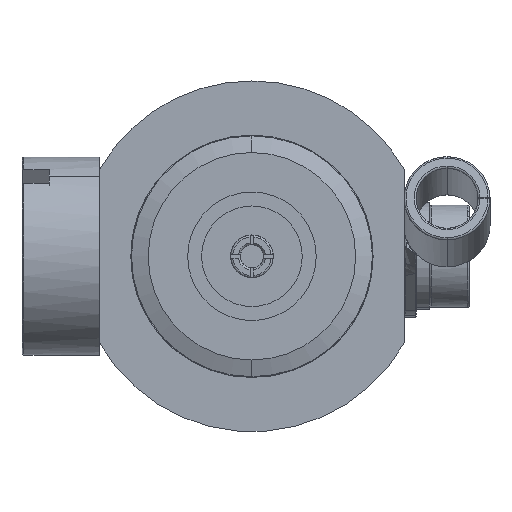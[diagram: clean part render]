
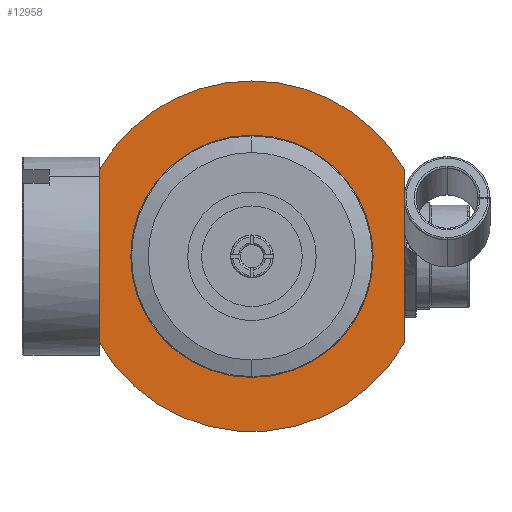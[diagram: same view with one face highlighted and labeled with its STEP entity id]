
A CAD part, left-side view. The second image highlights one B-rep face of the part: STEP entity #12958.
In plain terms, the highlighted planar face has unit normal (-1, 0, 0).
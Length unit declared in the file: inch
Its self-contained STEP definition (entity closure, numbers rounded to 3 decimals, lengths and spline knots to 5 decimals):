
#498 = AXIS2_PLACEMENT_3D ( 'NONE', #7196, #27921, #7581 ) ;
#552 = VECTOR ( 'NONE', #7561, 39.37008 ) ;
#945 = CARTESIAN_POINT ( 'NONE',  ( -0.578, -0.394, -0.313 ) ) ;
#999 = CARTESIAN_POINT ( 'NONE',  ( -0.578, 0., 0.453 ) ) ;
#1487 = EDGE_CURVE ( 'NONE', #21309, #21020, #25912, .T. ) ;
#1602 = DIRECTION ( 'NONE',  ( -1., 0., 0. ) ) ;
#1932 = CARTESIAN_POINT ( 'NONE',  ( -0.578, 0., -0.313 ) ) ;
#2442 = EDGE_CURVE ( 'NONE', #28375, #19910, #28006, .T. ) ;
#2502 = EDGE_LOOP ( 'NONE', ( #24627, #27668, #27872, #28703, #23401, #17861 ) ) ;
#2927 = DIRECTION ( 'NONE',  ( 0., 0., 1. ) ) ;
#3170 = VERTEX_POINT ( 'NONE', #9346 ) ;
#4444 = AXIS2_PLACEMENT_3D ( 'NONE', #23199, #18364, #7300 ) ;
#4522 = DIRECTION ( 'NONE',  ( -1., 0., 0. ) ) ;
#5458 = EDGE_CURVE ( 'NONE', #19910, #25389, #22443, .T. ) ;
#5903 = CARTESIAN_POINT ( 'NONE',  ( -0.578, -0.255, -0.2 ) ) ;
#5942 = ORIENTED_EDGE ( 'NONE', *, *, #18749, .T. ) ;
#7196 = CARTESIAN_POINT ( 'NONE',  ( -0.578, 0., 0. ) ) ;
#7300 = DIRECTION ( 'NONE',  ( 0., 0., 1. ) ) ;
#7561 = DIRECTION ( 'NONE',  ( 0., 0., 1. ) ) ;
#7581 = DIRECTION ( 'NONE',  ( 0., 0., 1. ) ) ;
#7848 = DIRECTION ( 'NONE',  ( 0., 0., -1. ) ) ;
#7920 = ORIENTED_EDGE ( 'NONE', *, *, #5458, .T. ) ;
#9346 = CARTESIAN_POINT ( 'NONE',  ( -0.578, -0.394, -0.22355 ) ) ;
#9417 = EDGE_CURVE ( 'NONE', #15321, #25457, #25138, .T. ) ;
#10270 = CARTESIAN_POINT ( 'NONE',  ( -0.578, -0.394, 0.22355 ) ) ;
#10403 = EDGE_CURVE ( 'NONE', #10468, #3170, #23266, .T. ) ;
#10468 = VERTEX_POINT ( 'NONE', #23302 ) ;
#11095 = VECTOR ( 'NONE', #7848, 39.37008 ) ;
#11531 = AXIS2_PLACEMENT_3D ( 'NONE', #29157, #29050, #15214 ) ;
#11805 = AXIS2_PLACEMENT_3D ( 'NONE', #27640, #4522, #20299 ) ;
#12208 = VECTOR ( 'NONE', #26459, 39.37008 ) ;
#12741 = CIRCLE ( 'NONE', #11531, 0.313 ) ;
#12958 = ADVANCED_FACE ( 'NONE', ( #15478, #28154 ), #26044, .F. ) ;
#13017 = CARTESIAN_POINT ( 'NONE',  ( -0.578, 0.394, 0.22355 ) ) ;
#13294 = CARTESIAN_POINT ( 'NONE',  ( -0.578, -0.255, -0.1815 ) ) ;
#14184 = CARTESIAN_POINT ( 'NONE',  ( -0.578, 0.255, -0.1815 ) ) ;
#15190 = CARTESIAN_POINT ( 'NONE',  ( -0.578, 0., 0. ) ) ;
#15214 = DIRECTION ( 'NONE',  ( 0., 0., 1. ) ) ;
#15321 = VERTEX_POINT ( 'NONE', #14184 ) ;
#15478 = FACE_BOUND ( 'NONE', #2502, .T. ) ;
#15695 = CIRCLE ( 'NONE', #4444, 0.313 ) ;
#16037 = AXIS2_PLACEMENT_3D ( 'NONE', #24692, #1602, #26713 ) ;
#16469 = ORIENTED_EDGE ( 'NONE', *, *, #27894, .T. ) ;
#16993 = CARTESIAN_POINT ( 'NONE',  ( -0.578, -0.255, 0.1815 ) ) ;
#17402 = DIRECTION ( 'NONE',  ( 0., 0., 1. ) ) ;
#17861 = ORIENTED_EDGE ( 'NONE', *, *, #20920, .F. ) ;
#18281 = LINE ( 'NONE', #945, #12208 ) ;
#18364 = DIRECTION ( 'NONE',  ( -1., 0., 0. ) ) ;
#18749 = EDGE_CURVE ( 'NONE', #25389, #10468, #21569, .T. ) ;
#19269 = VERTEX_POINT ( 'NONE', #28546 ) ;
#19660 = EDGE_CURVE ( 'NONE', #21309, #19269, #15695, .T. ) ;
#19910 = VERTEX_POINT ( 'NONE', #999 ) ;
#20035 = VECTOR ( 'NONE', #29112, 39.37008 ) ;
#20299 = DIRECTION ( 'NONE',  ( 0., 0., 1. ) ) ;
#20714 = ORIENTED_EDGE ( 'NONE', *, *, #2442, .T. ) ;
#20920 = EDGE_CURVE ( 'NONE', #19269, #26635, #12741, .T. ) ;
#21020 = VERTEX_POINT ( 'NONE', #13294 ) ;
#21302 = CIRCLE ( 'NONE', #498, 0.313 ) ;
#21309 = VERTEX_POINT ( 'NONE', #16993 ) ;
#21340 = CARTESIAN_POINT ( 'NONE',  ( -0.578, 0., 0. ) ) ;
#21569 = LINE ( 'NONE', #24065, #11095 ) ;
#21869 = DIRECTION ( 'NONE',  ( -1., 0., 0. ) ) ;
#22293 = EDGE_CURVE ( 'NONE', #15321, #26635, #24261, .T. ) ;
#22443 = CIRCLE ( 'NONE', #23916, 0.453 ) ;
#22865 = EDGE_CURVE ( 'NONE', #25457, #21020, #21302, .T. ) ;
#23199 = CARTESIAN_POINT ( 'NONE',  ( -0.578, 0., 0. ) ) ;
#23266 = CIRCLE ( 'NONE', #11805, 0.453 ) ;
#23267 = CARTESIAN_POINT ( 'NONE',  ( -0.578, 0.255, -0.2 ) ) ;
#23302 = CARTESIAN_POINT ( 'NONE',  ( -0.578, 0.394, -0.22355 ) ) ;
#23401 = ORIENTED_EDGE ( 'NONE', *, *, #22293, .T. ) ;
#23497 = DIRECTION ( 'NONE',  ( -1., 0., 0. ) ) ;
#23732 = DIRECTION ( 'NONE',  ( 0., 0., -1. ) ) ;
#23916 = AXIS2_PLACEMENT_3D ( 'NONE', #21340, #23497, #2927 ) ;
#23934 = DIRECTION ( 'NONE',  ( 1., 0., 0. ) ) ;
#24065 = CARTESIAN_POINT ( 'NONE',  ( -0.578, 0.394, -0.313 ) ) ;
#24261 = LINE ( 'NONE', #23267, #552 ) ;
#24627 = ORIENTED_EDGE ( 'NONE', *, *, #19660, .F. ) ;
#24692 = CARTESIAN_POINT ( 'NONE',  ( -0.578, 0., 0. ) ) ;
#25138 = CIRCLE ( 'NONE', #16037, 0.313 ) ;
#25173 = CARTESIAN_POINT ( 'NONE',  ( -0.578, 0.255, 0.1815 ) ) ;
#25389 = VERTEX_POINT ( 'NONE', #13017 ) ;
#25457 = VERTEX_POINT ( 'NONE', #1932 ) ;
#25912 = LINE ( 'NONE', #5903, #20035 ) ;
#26044 = PLANE ( 'NONE',  #29513 ) ;
#26459 = DIRECTION ( 'NONE',  ( 0., 0., 1. ) ) ;
#26635 = VERTEX_POINT ( 'NONE', #25173 ) ;
#26713 = DIRECTION ( 'NONE',  ( 0., 0., 1. ) ) ;
#27640 = CARTESIAN_POINT ( 'NONE',  ( -0.578, 0., 0. ) ) ;
#27668 = ORIENTED_EDGE ( 'NONE', *, *, #1487, .T. ) ;
#27872 = ORIENTED_EDGE ( 'NONE', *, *, #22865, .F. ) ;
#27894 = EDGE_CURVE ( 'NONE', #3170, #28375, #18281, .T. ) ;
#27911 = EDGE_LOOP ( 'NONE', ( #27998, #16469, #20714, #7920, #5942 ) ) ;
#27921 = DIRECTION ( 'NONE',  ( -1., 0., 0. ) ) ;
#27998 = ORIENTED_EDGE ( 'NONE', *, *, #10403, .T. ) ;
#28006 = CIRCLE ( 'NONE', #28201, 0.453 ) ;
#28154 = FACE_OUTER_BOUND ( 'NONE', #27911, .T. ) ;
#28201 = AXIS2_PLACEMENT_3D ( 'NONE', #15190, #21869, #17402 ) ;
#28375 = VERTEX_POINT ( 'NONE', #10270 ) ;
#28546 = CARTESIAN_POINT ( 'NONE',  ( -0.578, 0., 0.313 ) ) ;
#28552 = CARTESIAN_POINT ( 'NONE',  ( -0.578, 0., -0.313 ) ) ;
#28703 = ORIENTED_EDGE ( 'NONE', *, *, #9417, .F. ) ;
#29050 = DIRECTION ( 'NONE',  ( -1., 0., 0. ) ) ;
#29112 = DIRECTION ( 'NONE',  ( 0., 0., -1. ) ) ;
#29157 = CARTESIAN_POINT ( 'NONE',  ( -0.578, 0., 0. ) ) ;
#29513 = AXIS2_PLACEMENT_3D ( 'NONE', #28552, #23934, #23732 ) ;
